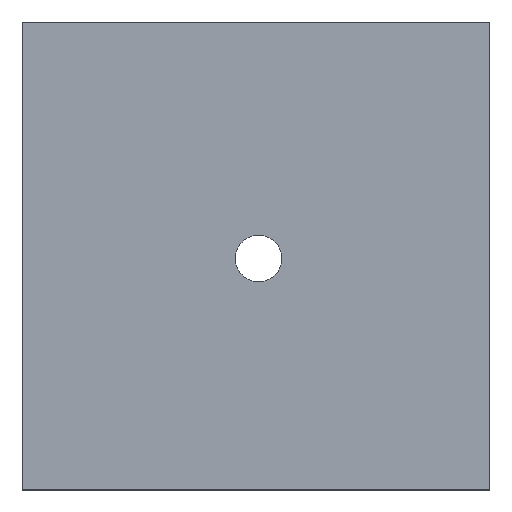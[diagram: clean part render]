
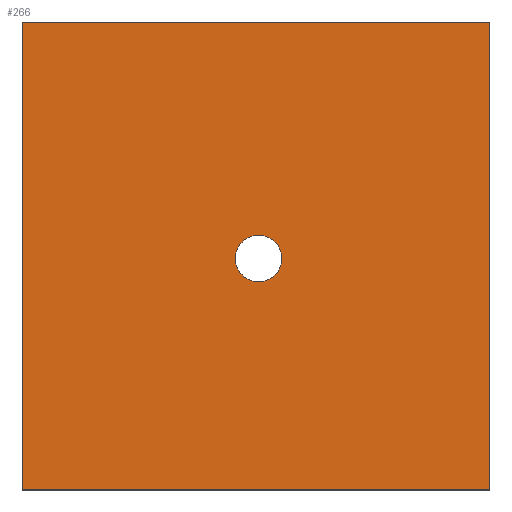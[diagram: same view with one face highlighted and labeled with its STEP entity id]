
A CAD part, top view. The second image highlights one B-rep face of the part: STEP entity #266.
In plain terms, the highlighted planar face has unit normal (0, 0, 1).
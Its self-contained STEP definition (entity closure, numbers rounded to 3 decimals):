
#8 = CARTESIAN_POINT ( 'NONE',  ( -25., -25., 3. ) ) ;
#12 = DIRECTION ( 'NONE',  ( 1., 0., 0. ) ) ;
#14 = CARTESIAN_POINT ( 'NONE',  ( 0.27, -0.27, 3. ) ) ;
#15 = EDGE_CURVE ( 'NONE', #239, #77, #43, .T. ) ;
#20 = DIRECTION ( 'NONE',  ( 1., 0., 0. ) ) ;
#29 = EDGE_CURVE ( 'NONE', #222, #259, #203, .T. ) ;
#33 = DIRECTION ( 'NONE',  ( 0., -1., 0. ) ) ;
#34 = VERTEX_POINT ( 'NONE', #307 ) ;
#37 = CIRCLE ( 'NONE', #208, 2.5 ) ;
#40 = DIRECTION ( 'NONE',  ( 0., 0., 1. ) ) ;
#42 = DIRECTION ( 'NONE',  ( 1., 0., 0. ) ) ;
#43 = LINE ( 'NONE', #166, #268 ) ;
#52 = VERTEX_POINT ( 'NONE', #150 ) ;
#64 = ORIENTED_EDGE ( 'NONE', *, *, #305, .T. ) ;
#67 = ORIENTED_EDGE ( 'NONE', *, *, #129, .T. ) ;
#71 = VECTOR ( 'NONE', #33, 1000. ) ;
#73 = ORIENTED_EDGE ( 'NONE', *, *, #310, .F. ) ;
#77 = VERTEX_POINT ( 'NONE', #289 ) ;
#84 = VECTOR ( 'NONE', #107, 1000. ) ;
#103 = DIRECTION ( 'NONE',  ( 1., 0., 0. ) ) ;
#107 = DIRECTION ( 'NONE',  ( 0., 1., 0. ) ) ;
#109 = CARTESIAN_POINT ( 'NONE',  ( 25., 25., 3. ) ) ;
#114 = EDGE_LOOP ( 'NONE', ( #122, #73 ) ) ;
#116 = CARTESIAN_POINT ( 'NONE',  ( 25., 25., 3. ) ) ;
#122 = ORIENTED_EDGE ( 'NONE', *, *, #29, .F. ) ;
#128 = LINE ( 'NONE', #226, #71 ) ;
#129 = EDGE_CURVE ( 'NONE', #34, #52, #216, .T. ) ;
#135 = DIRECTION ( 'NONE',  ( 0., 0., 1. ) ) ;
#150 = CARTESIAN_POINT ( 'NONE',  ( 25., -25., 3. ) ) ;
#154 = DIRECTION ( 'NONE',  ( 0., 0., 1. ) ) ;
#155 = DIRECTION ( 'NONE',  ( -1., 0., 0. ) ) ;
#157 = CARTESIAN_POINT ( 'NONE',  ( 0.27, -0.27, 3. ) ) ;
#166 = CARTESIAN_POINT ( 'NONE',  ( -25., 25., 3. ) ) ;
#167 = AXIS2_PLACEMENT_3D ( 'NONE', #183, #40, #42 ) ;
#178 = FACE_BOUND ( 'NONE', #114, .T. ) ;
#179 = AXIS2_PLACEMENT_3D ( 'NONE', #157, #135, #20 ) ;
#183 = CARTESIAN_POINT ( 'NONE',  ( 0., 0., 3. ) ) ;
#201 = ORIENTED_EDGE ( 'NONE', *, *, #264, .T. ) ;
#202 = CARTESIAN_POINT ( 'NONE',  ( -2.23, -0.27, 3. ) ) ;
#203 = CIRCLE ( 'NONE', #179, 2.5 ) ;
#208 = AXIS2_PLACEMENT_3D ( 'NONE', #14, #154, #12 ) ;
#216 = LINE ( 'NONE', #8, #291 ) ;
#222 = VERTEX_POINT ( 'NONE', #202 ) ;
#226 = CARTESIAN_POINT ( 'NONE',  ( -25., 25., 3. ) ) ;
#230 = EDGE_LOOP ( 'NONE', ( #201, #300, #64, #67 ) ) ;
#239 = VERTEX_POINT ( 'NONE', #116 ) ;
#253 = FACE_OUTER_BOUND ( 'NONE', #230, .T. ) ;
#259 = VERTEX_POINT ( 'NONE', #270 ) ;
#264 = EDGE_CURVE ( 'NONE', #52, #239, #279, .T. ) ;
#266 = ADVANCED_FACE ( 'NONE', ( #253, #178 ), #299, .T. ) ;
#268 = VECTOR ( 'NONE', #155, 1000. ) ;
#270 = CARTESIAN_POINT ( 'NONE',  ( 2.77, -0.27, 3. ) ) ;
#279 = LINE ( 'NONE', #109, #84 ) ;
#289 = CARTESIAN_POINT ( 'NONE',  ( -25., 25., 3. ) ) ;
#291 = VECTOR ( 'NONE', #103, 1000. ) ;
#299 = PLANE ( 'NONE',  #167 ) ;
#300 = ORIENTED_EDGE ( 'NONE', *, *, #15, .T. ) ;
#305 = EDGE_CURVE ( 'NONE', #77, #34, #128, .T. ) ;
#307 = CARTESIAN_POINT ( 'NONE',  ( -25., -25., 3. ) ) ;
#310 = EDGE_CURVE ( 'NONE', #259, #222, #37, .T. ) ;
